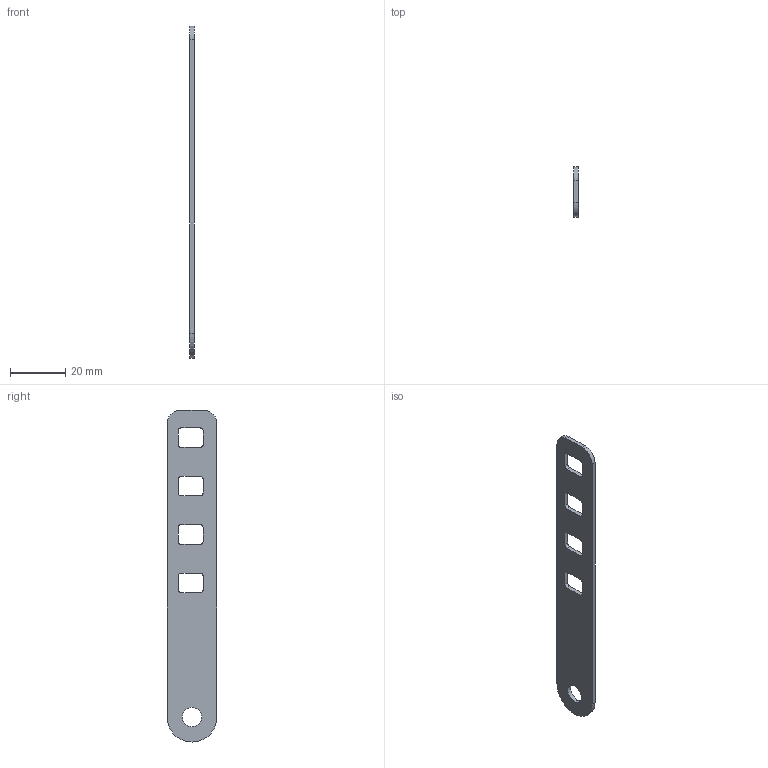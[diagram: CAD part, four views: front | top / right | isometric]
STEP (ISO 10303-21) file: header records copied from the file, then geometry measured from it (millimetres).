
FILE_DESCRIPTION (( 'STEP AP203' ), '1' );
FILE_NAME ('CLM51D-PSH-035 Ïëàñòèíà øàðíèðíàÿ h=35ìì IEK.STEP', '2023-05-31T11:03:54', ( '' ), ( '' ), 'SwSTEP 2.0', 'SolidWorks 2022', '' );
FILE_SCHEMA (( 'CONFIG_CONTROL_DESIGN' ));
Length unit declared in the file: millimetre
Products named in the file (1): CLM51D-PSH-035 Пластина шарнирная h=35мм IEK
Bounding box: 1.5 x 18 x 120 mm (x, y, z)
Volume: 2741.2 mm3; surface area: 4265.6 mm2
Topology: 1 solids, 1 shells, 43 faces, 123 edges, 82 vertices
Faces by surface type: cylinder 22, plane 21
Entity records: 1518 total; most frequent: DIRECTION 255, CARTESIAN_POINT 249, ORIENTED_EDGE 246, EDGE_CURVE 123, AXIS2_PLACEMENT_3D 88, VERTEX_POINT 82, VECTOR 79, LINE 79
